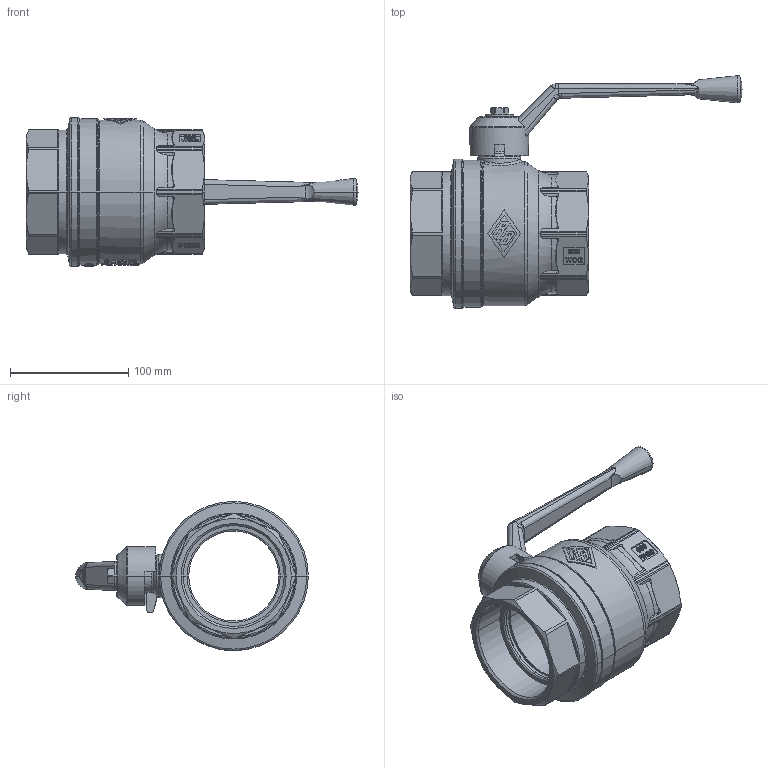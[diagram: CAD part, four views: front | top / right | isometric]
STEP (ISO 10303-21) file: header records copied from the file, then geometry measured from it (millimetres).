
FILE_DESCRIPTION(('Creo Elements/Direct Modeling STEP Export'),'2;1');
FILE_NAME('1500140000.stp','2021-04-30T13:59:48',(''),(''),'Creo Elements/Direct Modeling STEP processor for AP214 (Solid Model)','Creo Elements/Direct Modeling 20.1D 10-Oct-2020 (C) Parametric Technology GmbH','');
FILE_SCHEMA(('AUTOMOTIVE_DESIGN { 1 0 10303 214 1 1 1 1 }'));
Length unit declared in the file: millimetre
Products named in the file (2): 1500140000
Assembly tree (1 placements, depth 2):
  1500140000
    1500140000
Bounding box: 280.5 x 196.49 x 126 mm (x, y, z)
Volume: 822614.4 mm3; surface area: 130321.8 mm2
Topology: 1 solids, 1 shells, 1957 faces, 5570 edges, 3683 vertices
Faces by surface type: plane 1629, cylinder 177, cone 53, bspline 52, torus 43, sphere 2, extrusion 1
Entity records: 72862 total; most frequent: CARTESIAN_POINT 20330, ORIENTED_EDGE 11128, DIRECTION 10818, EDGE_CURVE 5564, AXIS2_PLACEMENT_3D 3845, VERTEX_POINT 3683, VECTOR 3128, LINE 3127
